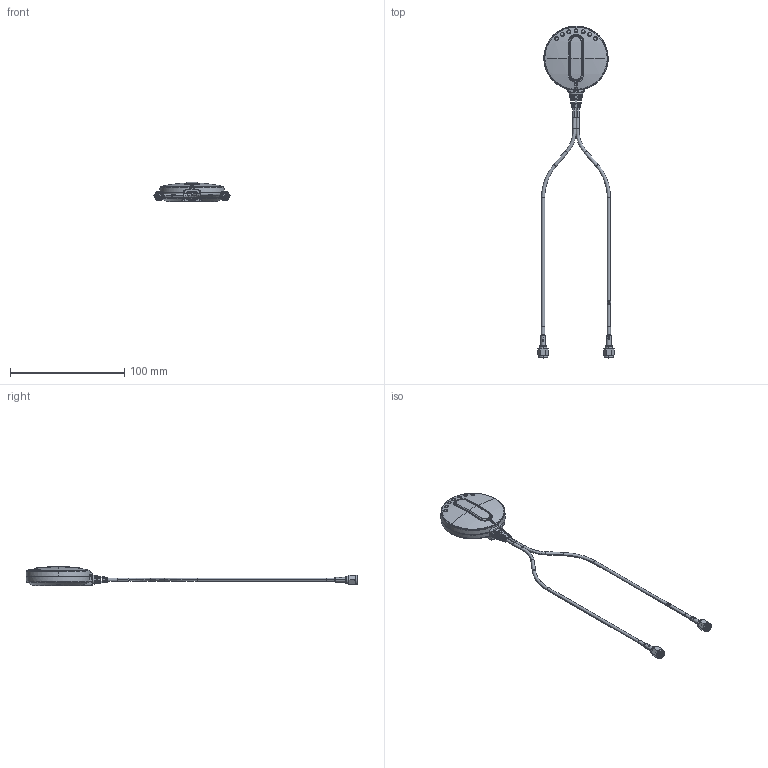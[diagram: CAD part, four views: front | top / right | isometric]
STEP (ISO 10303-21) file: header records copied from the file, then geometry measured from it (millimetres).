
FILE_DESCRIPTION (( 'STEP AP214' ), '1' );
FILE_NAME ('MA301.A.AB.001_Web.STEP', '2022-03-21T10:54:43', ( '' ), ( '' ), 'SwSTEP 2.0', 'SolidWorks 2018', '' );
FILE_SCHEMA (( 'AUTOMOTIVE_DESIGN' ));
Length unit declared in the file: millimetre
Products named in the file (1): MA301.A.AB.001_Web
Bounding box: 66.85 x 290.91 x 17.04 mm (x, y, z)
Surface area: 14632.8 mm2 (no closed solid volume)
Topology: 0 solids, 25 shells, 332 faces, 1354 edges, 1015 vertices
Faces by surface type: cylinder 97, plane 85, torus 57, bspline 54, cone 34, sphere 5
Entity records: 30917 total; most frequent: CARTESIAN_POINT 17797, ORIENTED_EDGE 2085, DIRECTION 1480, EDGE_CURVE 1354, VERTEX_POINT 1015, B_SPLINE_CURVE_WITH_KNOTS 610, AXIS2_PLACEMENT_3D 597, EDGE_LOOP 375
